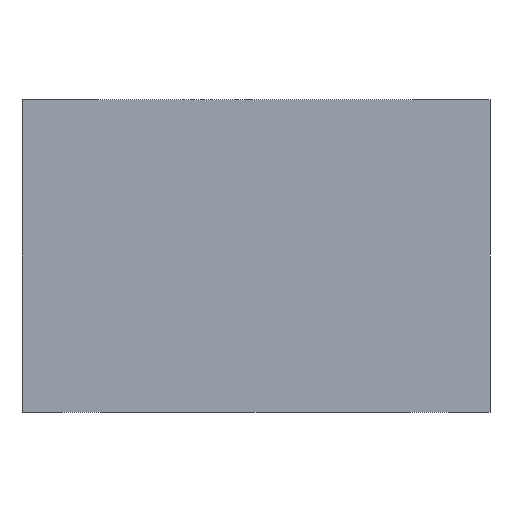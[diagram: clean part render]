
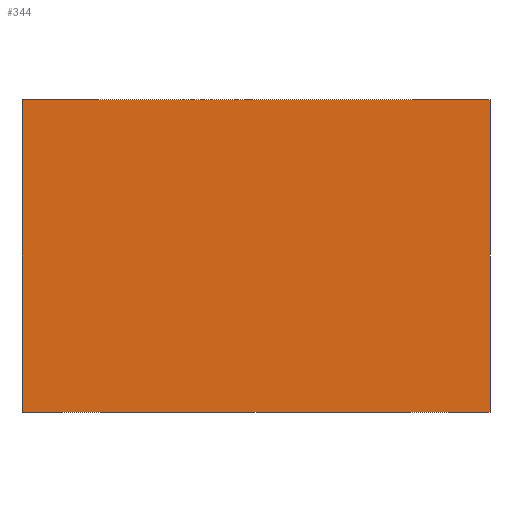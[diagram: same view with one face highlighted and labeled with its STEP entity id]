
A CAD part, front view. The second image highlights one B-rep face of the part: STEP entity #344.
In plain terms, the highlighted planar face has unit normal (0, -1, 0).
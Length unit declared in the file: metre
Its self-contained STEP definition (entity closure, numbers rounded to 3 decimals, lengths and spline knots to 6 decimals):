
#230 = EDGE_CURVE( '', #558, #575, #576, .T. );
#270 = EDGE_CURVE( '', #491, #558, #632, .T. );
#282 = EDGE_CURVE( '', #575, #522, #646, .T. );
#344 = ADVANCED_FACE( '', ( #726 ), #727, .T. );
#410 = EDGE_CURVE( '', #491, #522, #805, .T. );
#491 = VERTEX_POINT( '', #893 );
#522 = VERTEX_POINT( '', #936 );
#558 = VERTEX_POINT( '', #988 );
#575 = VERTEX_POINT( '', #1013 );
#576 = LINE( '', #1014, #1015 );
#632 = LINE( '', #1106, #1107 );
#646 = LINE( '', #1130, #1131 );
#726 = FACE_OUTER_BOUND( '', #1259, .T. );
#727 = PLANE( '', #1260 );
#805 = LINE( '', #1387, #1388 );
#893 = CARTESIAN_POINT( '', ( 0.00375, -0.00185, 0.005 ) );
#936 = CARTESIAN_POINT( '', ( 0.00375, -0.00185, 0. ) );
#988 = CARTESIAN_POINT( '', ( -0.00375, -0.00185, 0.005 ) );
#1013 = CARTESIAN_POINT( '', ( -0.00375, -0.00185, 0. ) );
#1014 = CARTESIAN_POINT( '', ( -0.00375, -0.00185, 0.005 ) );
#1015 = VECTOR( '', #1571, 1. );
#1106 = CARTESIAN_POINT( '', ( 0.00375, -0.00185, 0.005 ) );
#1107 = VECTOR( '', #1609, 1. );
#1130 = CARTESIAN_POINT( '', ( -0.00375, -0.00185, 0. ) );
#1131 = VECTOR( '', #1622, 1. );
#1259 = EDGE_LOOP( '', ( #1696, #1697, #1698, #1699 ) );
#1260 = AXIS2_PLACEMENT_3D( '', #1700, #1701, #1702 );
#1387 = CARTESIAN_POINT( '', ( 0.00375, -0.00185, 0.005 ) );
#1388 = VECTOR( '', #1818, 1. );
#1571 = DIRECTION( '', ( 0., 0., -1. ) );
#1609 = DIRECTION( '', ( -1., 0., 0. ) );
#1622 = DIRECTION( '', ( 1., 0., 0. ) );
#1696 = ORIENTED_EDGE( '', *, *, #410, .F. );
#1697 = ORIENTED_EDGE( '', *, *, #270, .T. );
#1698 = ORIENTED_EDGE( '', *, *, #230, .T. );
#1699 = ORIENTED_EDGE( '', *, *, #282, .T. );
#1700 = CARTESIAN_POINT( '', ( 0.00375, -0.00185, 0.005 ) );
#1701 = DIRECTION( '', ( 0., -1., 0. ) );
#1702 = DIRECTION( '', ( 0., 0., -1. ) );
#1818 = DIRECTION( '', ( 0., 0., -1. ) );
